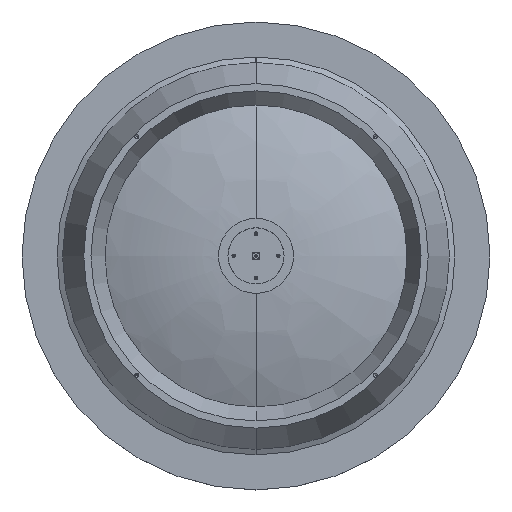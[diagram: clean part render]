
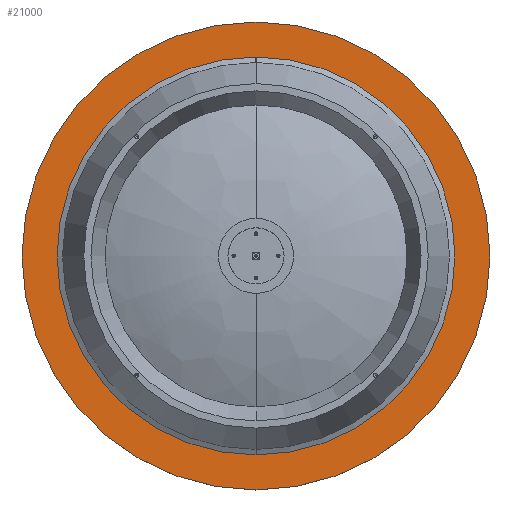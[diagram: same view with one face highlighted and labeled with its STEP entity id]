
A CAD part, top view. The second image highlights one B-rep face of the part: STEP entity #21000.
In plain terms, the highlighted planar face has unit normal (0, 0, 1).
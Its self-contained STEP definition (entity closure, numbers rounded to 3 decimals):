
#1226 = CARTESIAN_POINT ( 'NONE',  ( -24.975, 0., -5.16 ) ) ;
#1511 = CARTESIAN_POINT ( 'NONE',  ( 0., 0., -5.16 ) ) ;
#4619 = AXIS2_PLACEMENT_3D ( 'NONE', #26449, #63051, #8419 ) ;
#4804 = CARTESIAN_POINT ( 'NONE',  ( 0., -21.238, -5.16 ) ) ;
#5778 = CIRCLE ( 'NONE', #29436, 24.975 ) ;
#6437 = DIRECTION ( 'NONE',  ( 0., 0., 1. ) ) ;
#6879 = DIRECTION ( 'NONE',  ( 0., 0., 1. ) ) ;
#8419 = DIRECTION ( 'NONE',  ( -1., 0., 0. ) ) ;
#10453 = ORIENTED_EDGE ( 'NONE', *, *, #73909, .F. ) ;
#12462 = CARTESIAN_POINT ( 'NONE',  ( 0., 0., -5.16 ) ) ;
#18707 = VERTEX_POINT ( 'NONE', #4804 ) ;
#19064 = CIRCLE ( 'NONE', #37606, 21.238 ) ;
#19582 = PLANE ( 'NONE',  #4619 ) ;
#21000 = ADVANCED_FACE ( 'NONE', ( #23831, #72248 ), #19582, .F. ) ;
#21725 = CARTESIAN_POINT ( 'NONE',  ( 0., 21.238, -5.16 ) ) ;
#23831 = FACE_BOUND ( 'NONE', #75536, .T. ) ;
#26449 = CARTESIAN_POINT ( 'NONE',  ( 0., 24.975, -5.16 ) ) ;
#28000 = CARTESIAN_POINT ( 'NONE',  ( 24.975, 0., -5.16 ) ) ;
#29436 = AXIS2_PLACEMENT_3D ( 'NONE', #66541, #36059, #54815 ) ;
#33010 = AXIS2_PLACEMENT_3D ( 'NONE', #12462, #36078, #78815 ) ;
#35819 = CIRCLE ( 'NONE', #33010, 24.975 ) ;
#36059 = DIRECTION ( 'NONE',  ( 0., 0., 1. ) ) ;
#36078 = DIRECTION ( 'NONE',  ( 0., 0., 1. ) ) ;
#36434 = DIRECTION ( 'NONE',  ( 1., 0., 0. ) ) ;
#36704 = EDGE_CURVE ( 'NONE', #59770, #39060, #35819, .T. ) ;
#37606 = AXIS2_PLACEMENT_3D ( 'NONE', #1511, #6879, #49294 ) ;
#39060 = VERTEX_POINT ( 'NONE', #1226 ) ;
#49294 = DIRECTION ( 'NONE',  ( 1., 0., 0. ) ) ;
#52095 = VERTEX_POINT ( 'NONE', #21725 ) ;
#53044 = ORIENTED_EDGE ( 'NONE', *, *, #58671, .F. ) ;
#54815 = DIRECTION ( 'NONE',  ( 1., 0., 0. ) ) ;
#58191 = EDGE_CURVE ( 'NONE', #39060, #59770, #5778, .T. ) ;
#58671 = EDGE_CURVE ( 'NONE', #18707, #52095, #19064, .T. ) ;
#59770 = VERTEX_POINT ( 'NONE', #28000 ) ;
#62181 = ORIENTED_EDGE ( 'NONE', *, *, #36704, .T. ) ;
#63051 = DIRECTION ( 'NONE',  ( 0., 0., -1. ) ) ;
#64720 = CIRCLE ( 'NONE', #64771, 21.238 ) ;
#64771 = AXIS2_PLACEMENT_3D ( 'NONE', #78376, #6437, #36434 ) ;
#66541 = CARTESIAN_POINT ( 'NONE',  ( 0., 0., -5.16 ) ) ;
#72248 = FACE_OUTER_BOUND ( 'NONE', #72317, .T. ) ;
#72317 = EDGE_LOOP ( 'NONE', ( #62181, #74256 ) ) ;
#73909 = EDGE_CURVE ( 'NONE', #52095, #18707, #64720, .T. ) ;
#74256 = ORIENTED_EDGE ( 'NONE', *, *, #58191, .T. ) ;
#75536 = EDGE_LOOP ( 'NONE', ( #53044, #10453 ) ) ;
#78376 = CARTESIAN_POINT ( 'NONE',  ( 0., 0., -5.16 ) ) ;
#78815 = DIRECTION ( 'NONE',  ( 1., 0., 0. ) ) ;
